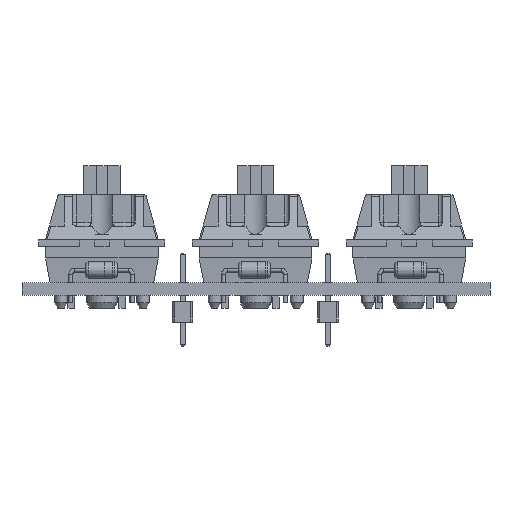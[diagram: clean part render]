
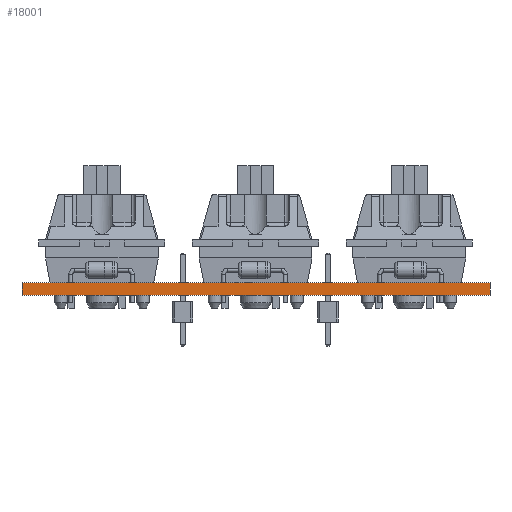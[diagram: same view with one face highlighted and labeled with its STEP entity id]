
A CAD part, front view. The second image highlights one B-rep face of the part: STEP entity #18001.
In plain terms, the highlighted planar face has unit normal (0, -1, 0).
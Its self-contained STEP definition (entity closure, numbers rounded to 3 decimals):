
#18001 = ADVANCED_FACE('',(#18002),#18036,.T.);
#18002 = FACE_BOUND('',#18003,.T.);
#18003 = EDGE_LOOP('',(#18004,#18014,#18022,#18030));
#18004 = ORIENTED_EDGE('',*,*,#18005,.T.);
#18005 = EDGE_CURVE('',#18006,#18008,#18010,.T.);
#18006 = VERTEX_POINT('',#18007);
#18007 = CARTESIAN_POINT('',(29.,-29.,0.));
#18008 = VERTEX_POINT('',#18009);
#18009 = CARTESIAN_POINT('',(29.,-29.,1.6));
#18010 = LINE('',#18011,#18012);
#18011 = CARTESIAN_POINT('',(29.,-29.,0.));
#18012 = VECTOR('',#18013,1.);
#18013 = DIRECTION('',(0.,0.,1.));
#18014 = ORIENTED_EDGE('',*,*,#18015,.T.);
#18015 = EDGE_CURVE('',#18008,#18016,#18018,.T.);
#18016 = VERTEX_POINT('',#18017);
#18017 = CARTESIAN_POINT('',(-29.,-29.,1.6));
#18018 = LINE('',#18019,#18020);
#18019 = CARTESIAN_POINT('',(29.,-29.,1.6));
#18020 = VECTOR('',#18021,1.);
#18021 = DIRECTION('',(-1.,0.,0.));
#18022 = ORIENTED_EDGE('',*,*,#18023,.F.);
#18023 = EDGE_CURVE('',#18024,#18016,#18026,.T.);
#18024 = VERTEX_POINT('',#18025);
#18025 = CARTESIAN_POINT('',(-29.,-29.,0.));
#18026 = LINE('',#18027,#18028);
#18027 = CARTESIAN_POINT('',(-29.,-29.,0.));
#18028 = VECTOR('',#18029,1.);
#18029 = DIRECTION('',(0.,0.,1.));
#18030 = ORIENTED_EDGE('',*,*,#18031,.F.);
#18031 = EDGE_CURVE('',#18006,#18024,#18032,.T.);
#18032 = LINE('',#18033,#18034);
#18033 = CARTESIAN_POINT('',(29.,-29.,0.));
#18034 = VECTOR('',#18035,1.);
#18035 = DIRECTION('',(-1.,0.,0.));
#18036 = PLANE('',#18037);
#18037 = AXIS2_PLACEMENT_3D('',#18038,#18039,#18040);
#18038 = CARTESIAN_POINT('',(29.,-29.,0.));
#18039 = DIRECTION('',(0.,-1.,0.));
#18040 = DIRECTION('',(-1.,0.,0.));
